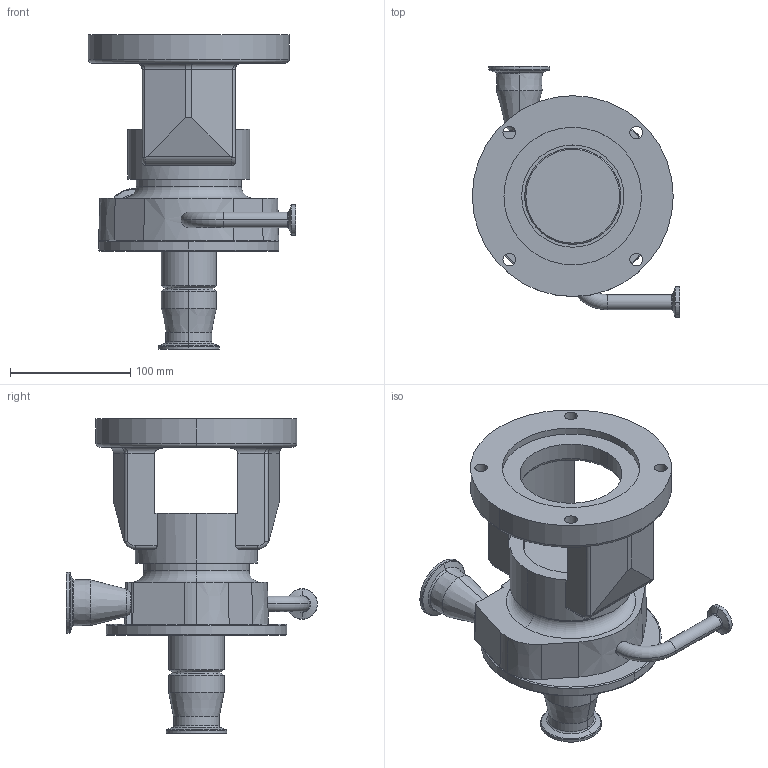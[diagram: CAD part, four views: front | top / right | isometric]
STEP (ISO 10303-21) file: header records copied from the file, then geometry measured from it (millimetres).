
FILE_DESCRIPTION (( 'STEP AP214' ), '1' );
FILE_NAME ('FPR 701-702 56-140TC VERT 1-2 IN ELBOW LEFT DRAIN.STEP', '2023-01-06T19:40:43', ( '' ), ( '' ), 'SwSTEP 2.0', 'SolidWorks 2021', '' );
FILE_SCHEMA (( 'AUTOMOTIVE_DESIGN' ));
Length unit declared in the file: millimetre
Products named in the file (1): FPR 701-702 56-140TC VERT 1-2 IN ELBOW LEFT DRAIN
Bounding box: 172.4 x 208.7 x 261.5 mm (x, y, z)
Volume: 1456149.6 mm3; surface area: 253034.7 mm2
Topology: 1 solids, 1 shells, 307 faces, 693 edges, 401 vertices
Faces by surface type: cylinder 99, torus 76, cone 72, plane 54, bspline 4, sphere 2
Entity records: 9453 total; most frequent: CARTESIAN_POINT 2451, DIRECTION 1620, ORIENTED_EDGE 1370, AXIS2_PLACEMENT_3D 695, EDGE_CURVE 685, VERTEX_POINT 401, CIRCLE 391, EDGE_LOOP 344
